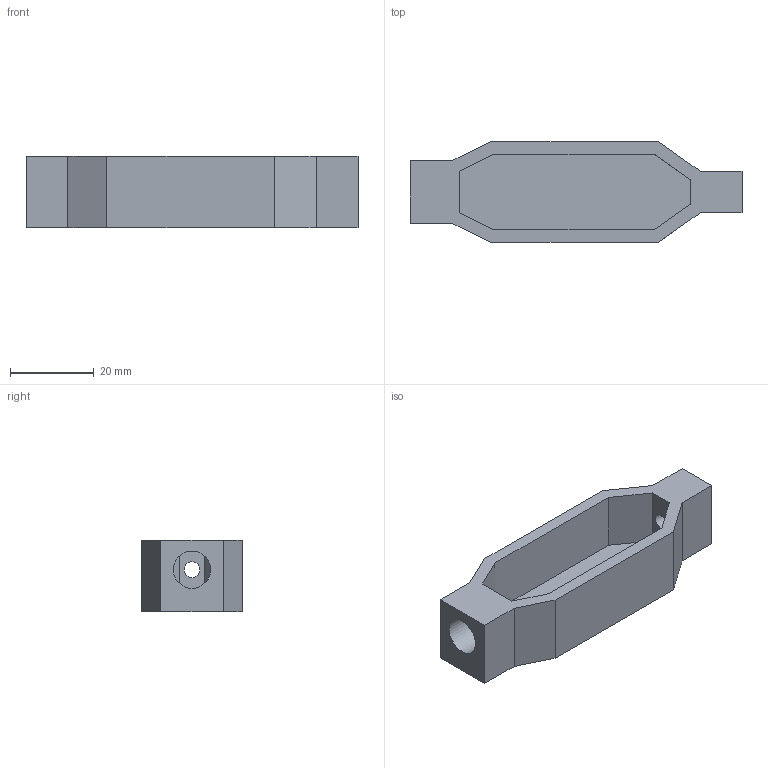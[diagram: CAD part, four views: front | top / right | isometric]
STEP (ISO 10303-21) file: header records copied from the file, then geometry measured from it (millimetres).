
FILE_DESCRIPTION(/* description */ (''),/* implementation_level */ '2;1');
FILE_NAME(/* name */ 'Wire Connector Body.step',/* time_stamp */ '2025-04-26T12:48:29+02:00',/* author */ (''),/* organization */ (''),/* preprocessor_version */ 'ST-DEVELOPER v20.1',/* originating_system */ 'Autodesk Translation Framework v14.4.0.0',/* authorisation */ '');
FILE_SCHEMA (('AUTOMOTIVE_DESIGN { 1 0 10303 214 3 1 1 }'));
Length unit declared in the file: millimetre
Products named in the file (1): Wire Connector MK2 w/o Lid
Bounding box: 79.31 x 24 x 17 mm (x, y, z)
Volume: 12935.1 mm3; surface area: 8532.4 mm2
Topology: 1 solids, 1 shells, 25 faces, 66 edges, 44 vertices
Faces by surface type: plane 23, cylinder 2
Full cylindrical faces by diameter (mm): 3.8 x1, 8.9 x1
Entity records: 805 total; most frequent: CARTESIAN_POINT 136, ORIENTED_EDGE 132, DIRECTION 122, EDGE_CURVE 66, LINE 62, VECTOR 62, VERTEX_POINT 44, EDGE_LOOP 30
